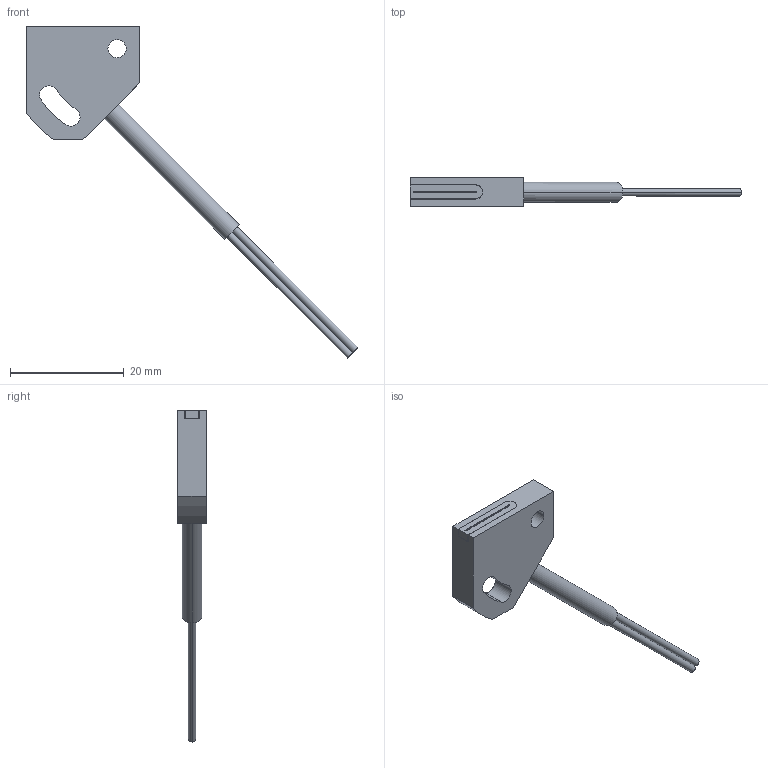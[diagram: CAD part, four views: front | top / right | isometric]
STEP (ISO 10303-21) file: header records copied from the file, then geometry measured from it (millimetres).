
FILE_DESCRIPTION (( 'STEP AP214' ), '1' );
FILE_NAME ('FOACAMPDA10_3D.step', '2023-06-16T21:14:45', ( '' ), ( '' ), 'SwSTEP 2.0', 'SolidWorks 2022', '' );
FILE_SCHEMA (( 'AUTOMOTIVE_DESIGN' ));
Length unit declared in the file: millimetre
Products named in the file (1): FOACAMPDA10_3D
Bounding box: 58.34 x 5 x 58.37 mm (x, y, z)
Volume: 1768.1 mm3; surface area: 2281.2 mm2
Topology: 2 solids, 2 shells, 114 faces, 318 edges, 212 vertices
Faces by surface type: cylinder 91, plane 23
Entity records: 3947 total; most frequent: DIRECTION 734, CARTESIAN_POINT 645, ORIENTED_EDGE 636, EDGE_CURVE 318, AXIS2_PLACEMENT_3D 301, VERTEX_POINT 212, CIRCLE 186, EDGE_LOOP 186
